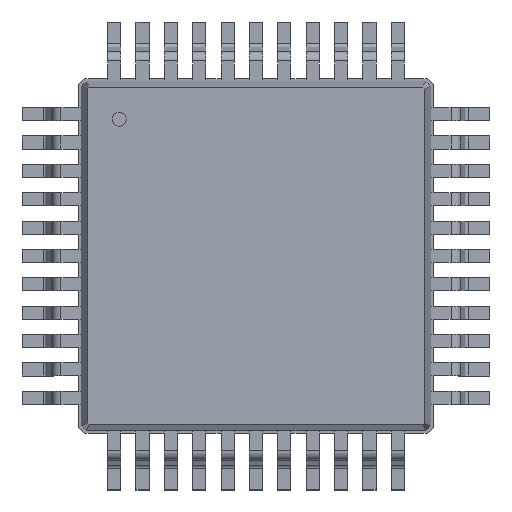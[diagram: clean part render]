
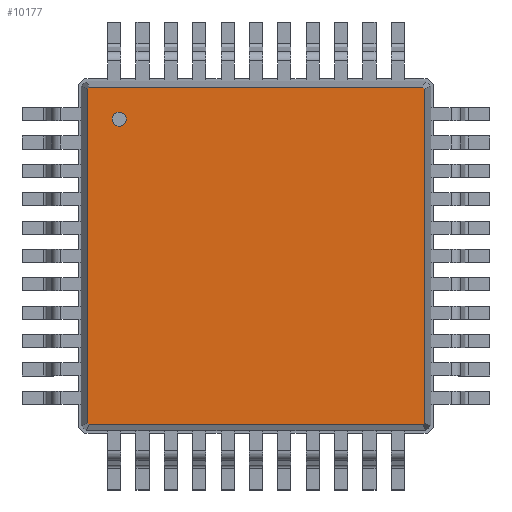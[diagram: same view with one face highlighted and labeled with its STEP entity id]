
A CAD part, top view. The second image highlights one B-rep face of the part: STEP entity #10177.
In plain terms, the highlighted planar face has unit normal (0, 0, 1).
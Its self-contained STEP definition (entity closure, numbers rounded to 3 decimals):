
#13=DIRECTION('',(0.,0.,1.));
#27=VECTOR('',#28,1.);
#28=DIRECTION('',(1.,0.,0.));
#139=VECTOR('',#140,1.);
#140=DIRECTION('',(0.707,-0.707,0.));
#146=VECTOR('',#147,1.);
#147=DIRECTION('',(0.,-1.,0.));
#153=VECTOR('',#154,1.);
#154=DIRECTION('',(-0.707,-0.707,0.));
#160=VECTOR('',#161,1.);
#161=DIRECTION('',(-1.,0.,0.));
#167=VECTOR('',#168,1.);
#168=DIRECTION('',(-0.707,0.707,0.));
#174=VECTOR('',#175,1.);
#175=DIRECTION('',(0.,1.,0.));
#179=VECTOR('',#180,1.);
#180=DIRECTION('',(0.707,0.707,0.));
#4155=VERTEX_POINT('',#4156);
#4156=CARTESIAN_POINT('',(-4.755,4.703,2.125));
#4158=ORIENTED_EDGE('',*,*,#4159,.F.);
#4159=EDGE_CURVE('',#4160,#4155,#4162,.T.);
#4160=VERTEX_POINT('',#4161);
#4161=CARTESIAN_POINT('',(-4.755,-4.703,2.125));
#4162=LINE('',#4161,#174);
#4173=VERTEX_POINT('',#4174);
#4174=CARTESIAN_POINT('',(-4.703,4.755,2.125));
#4176=ORIENTED_EDGE('',*,*,#4177,.F.);
#4177=EDGE_CURVE('',#4155,#4173,#4178,.T.);
#4178=LINE('',#4156,#179);
#4220=VERTEX_POINT('',#4221);
#4221=CARTESIAN_POINT('',(4.703,4.755,2.125));
#4223=ORIENTED_EDGE('',*,*,#4224,.F.);
#4224=EDGE_CURVE('',#4173,#4220,#4225,.T.);
#4225=LINE('',#4174,#27);
#5226=VERTEX_POINT('',#5227);
#5227=CARTESIAN_POINT('',(4.755,4.703,2.125));
#5229=ORIENTED_EDGE('',*,*,#5230,.F.);
#5230=EDGE_CURVE('',#4220,#5226,#5231,.T.);
#5231=LINE('',#4221,#139);
#5328=VERTEX_POINT('',#5329);
#5329=CARTESIAN_POINT('',(4.755,-4.703,2.125));
#5331=ORIENTED_EDGE('',*,*,#5332,.F.);
#5332=EDGE_CURVE('',#5226,#5328,#5333,.T.);
#5333=LINE('',#5227,#146);
#10177=ADVANCED_FACE('',(#10178,#10193),#10203,.T.);
#10178=FACE_BOUND('',#10179,.T.);
#10179=EDGE_LOOP('',(#4223,#4176,#4158,#10180,#10185,#10190,#5331,#5229));
#10180=ORIENTED_EDGE('',*,*,#10181,.F.);
#10181=EDGE_CURVE('',#10182,#4160,#10184,.T.);
#10182=VERTEX_POINT('',#10183);
#10183=CARTESIAN_POINT('',(-4.703,-4.755,2.125));
#10184=LINE('',#10183,#167);
#10185=ORIENTED_EDGE('',*,*,#10186,.F.);
#10186=EDGE_CURVE('',#10187,#10182,#10189,.T.);
#10187=VERTEX_POINT('',#10188);
#10188=CARTESIAN_POINT('',(4.703,-4.755,2.125));
#10189=LINE('',#10188,#160);
#10190=ORIENTED_EDGE('',*,*,#10191,.F.);
#10191=EDGE_CURVE('',#5328,#10187,#10192,.T.);
#10192=LINE('',#5329,#153);
#10193=FACE_BOUND('',#10194,.T.);
#10194=EDGE_LOOP('',(#10195));
#10195=ORIENTED_EDGE('',*,*,#10196,.T.);
#10196=EDGE_CURVE('',#10197,#10197,#10199,.T.);
#10197=VERTEX_POINT('',#10198);
#10198=CARTESIAN_POINT('',(-3.855,3.655,2.125));
#10199=CIRCLE('',#10200,0.2);
#10200=AXIS2_PLACEMENT_3D('',#10201,#10202,#147);
#10201=CARTESIAN_POINT('',(-3.855,3.855,2.125));
#10202=DIRECTION('',(0.,-0.,-1.));
#10203=PLANE('',#10204);
#10204=AXIS2_PLACEMENT_3D('',#4174,#13,#10205);
#10205=DIRECTION('',(0.703,-0.711,0.));
